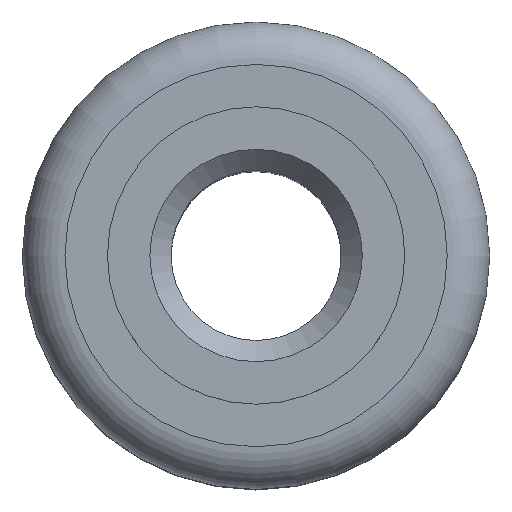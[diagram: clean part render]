
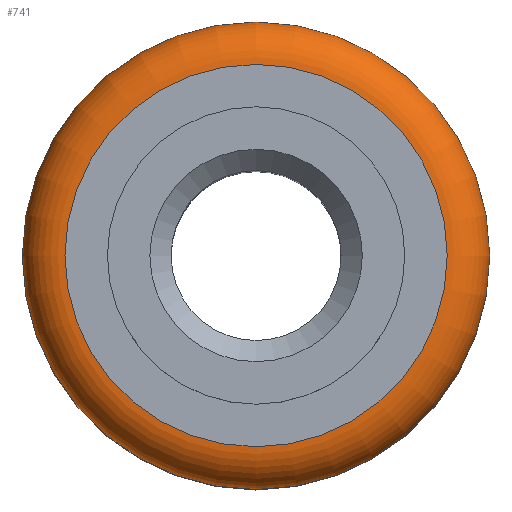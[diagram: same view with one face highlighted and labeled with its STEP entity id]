
A CAD part, top view. The second image highlights one B-rep face of the part: STEP entity #741.
In plain terms, the highlighted toroidal (fillet/blend) face has major radius 4.5 mm and minor radius 1 mm.
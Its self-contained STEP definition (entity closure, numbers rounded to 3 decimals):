
#741 = ADVANCED_FACE('',(#742),#755,.T.);
#742 = FACE_BOUND('',#743,.T.);
#743 = EDGE_LOOP('',(#744,#778,#805,#832));
#744 = ORIENTED_EDGE('',*,*,#745,.T.);
#745 = EDGE_CURVE('',#746,#746,#748,.T.);
#746 = VERTEX_POINT('',#747);
#747 = CARTESIAN_POINT('',(4.504,0.104,6.)
  );
#748 = SURFACE_CURVE('',#749,(#754,#766),.PCURVE_S1.);
#749 = CIRCLE('',#750,4.5);
#750 = AXIS2_PLACEMENT_3D('',#751,#752,#753);
#751 = CARTESIAN_POINT('',(0.004,0.104,
    6.));
#752 = DIRECTION('',(0.,0.,-1.));
#753 = DIRECTION('',(-1.,0.,0.));
#754 = PCURVE('',#755,#760);
#755 = TOROIDAL_SURFACE('',#756,4.5,1.);
#756 = AXIS2_PLACEMENT_3D('',#757,#758,#759);
#757 = CARTESIAN_POINT('',(0.004,0.104,
    5.));
#758 = DIRECTION('',(0.,0.,-1.));
#759 = DIRECTION('',(-1.,0.,0.));
#760 = DEFINITIONAL_REPRESENTATION('',(#761),#765);
#761 = LINE('',#762,#763);
#762 = CARTESIAN_POINT('',(0.,4.712));
#763 = VECTOR('',#764,1.);
#764 = DIRECTION('',(1.,0.));
#765 = ( GEOMETRIC_REPRESENTATION_CONTEXT(2) 
PARAMETRIC_REPRESENTATION_CONTEXT() REPRESENTATION_CONTEXT('2D SPACE',''
  ) );
#766 = PCURVE('',#767,#772);
#767 = PLANE('',#768);
#768 = AXIS2_PLACEMENT_3D('',#769,#770,#771);
#769 = CARTESIAN_POINT('',(0.004,0.104,
    6.));
#770 = DIRECTION('',(0.,0.,-1.));
#771 = DIRECTION('',(-1.,0.,0.));
#772 = DEFINITIONAL_REPRESENTATION('',(#773),#777);
#773 = CIRCLE('',#774,4.5);
#774 = AXIS2_PLACEMENT_2D('',#775,#776);
#775 = CARTESIAN_POINT('',(0.,0.));
#776 = DIRECTION('',(1.,0.));
#777 = ( GEOMETRIC_REPRESENTATION_CONTEXT(2) 
PARAMETRIC_REPRESENTATION_CONTEXT() REPRESENTATION_CONTEXT('2D SPACE',''
  ) );
#778 = ORIENTED_EDGE('',*,*,#779,.T.);
#779 = EDGE_CURVE('',#746,#780,#782,.T.);
#780 = VERTEX_POINT('',#781);
#781 = CARTESIAN_POINT('',(5.504,0.104,5.)
  );
#782 = SEAM_CURVE('',#783,(#791,#798),.PCURVE_S1.);
#783 = B_SPLINE_CURVE_WITH_KNOTS('',6,(#784,#785,#786,#787,#788,#789,
    #790),.UNSPECIFIED.,.F.,.F.,(7,7),(4.712,6.283),
  .PIECEWISE_BEZIER_KNOTS.);
#784 = CARTESIAN_POINT('',(4.504,0.104,6.)
  );
#785 = CARTESIAN_POINT('',(4.766,0.104,6.)
  );
#786 = CARTESIAN_POINT('',(5.027,0.104,5.918)
  );
#787 = CARTESIAN_POINT('',(5.257,0.104,5.753)
  );
#788 = CARTESIAN_POINT('',(5.422,0.104,5.524)
  );
#789 = CARTESIAN_POINT('',(5.504,0.104,5.262)
  );
#790 = CARTESIAN_POINT('',(5.504,0.104,5.)
  );
#791 = PCURVE('',#755,#792);
#792 = DEFINITIONAL_REPRESENTATION('',(#793),#797);
#793 = LINE('',#794,#795);
#794 = CARTESIAN_POINT('',(9.425,0.));
#795 = VECTOR('',#796,1.);
#796 = DIRECTION('',(0.,1.));
#797 = ( GEOMETRIC_REPRESENTATION_CONTEXT(2) 
PARAMETRIC_REPRESENTATION_CONTEXT() REPRESENTATION_CONTEXT('2D SPACE',''
  ) );
#798 = PCURVE('',#755,#799);
#799 = DEFINITIONAL_REPRESENTATION('',(#800),#804);
#800 = LINE('',#801,#802);
#801 = CARTESIAN_POINT('',(3.142,0.));
#802 = VECTOR('',#803,1.);
#803 = DIRECTION('',(0.,1.));
#804 = ( GEOMETRIC_REPRESENTATION_CONTEXT(2) 
PARAMETRIC_REPRESENTATION_CONTEXT() REPRESENTATION_CONTEXT('2D SPACE',''
  ) );
#805 = ORIENTED_EDGE('',*,*,#806,.T.);
#806 = EDGE_CURVE('',#780,#780,#807,.T.);
#807 = SURFACE_CURVE('',#808,(#813,#820),.PCURVE_S1.);
#808 = CIRCLE('',#809,5.5);
#809 = AXIS2_PLACEMENT_3D('',#810,#811,#812);
#810 = CARTESIAN_POINT('',(0.004,0.104,
    5.));
#811 = DIRECTION('',(0.,0.,1.));
#812 = DIRECTION('',(-1.,0.,0.));
#813 = PCURVE('',#755,#814);
#814 = DEFINITIONAL_REPRESENTATION('',(#815),#819);
#815 = LINE('',#816,#817);
#816 = CARTESIAN_POINT('',(12.566,6.283));
#817 = VECTOR('',#818,1.);
#818 = DIRECTION('',(-1.,0.));
#819 = ( GEOMETRIC_REPRESENTATION_CONTEXT(2) 
PARAMETRIC_REPRESENTATION_CONTEXT() REPRESENTATION_CONTEXT('2D SPACE',''
  ) );
#820 = PCURVE('',#821,#826);
#821 = CYLINDRICAL_SURFACE('',#822,5.5);
#822 = AXIS2_PLACEMENT_3D('',#823,#824,#825);
#823 = CARTESIAN_POINT('',(0.004,0.104,
    4.));
#824 = DIRECTION('',(0.,0.,1.));
#825 = DIRECTION('',(-1.,0.,0.));
#826 = DEFINITIONAL_REPRESENTATION('',(#827),#831);
#827 = LINE('',#828,#829);
#828 = CARTESIAN_POINT('',(0.,1.));
#829 = VECTOR('',#830,1.);
#830 = DIRECTION('',(1.,0.));
#831 = ( GEOMETRIC_REPRESENTATION_CONTEXT(2) 
PARAMETRIC_REPRESENTATION_CONTEXT() REPRESENTATION_CONTEXT('2D SPACE',''
  ) );
#832 = ORIENTED_EDGE('',*,*,#779,.F.);
